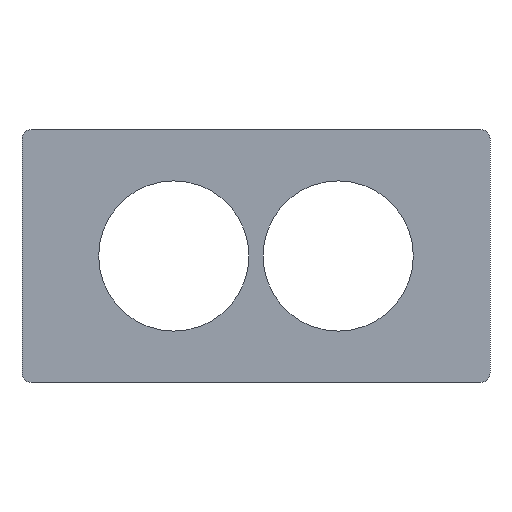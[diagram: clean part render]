
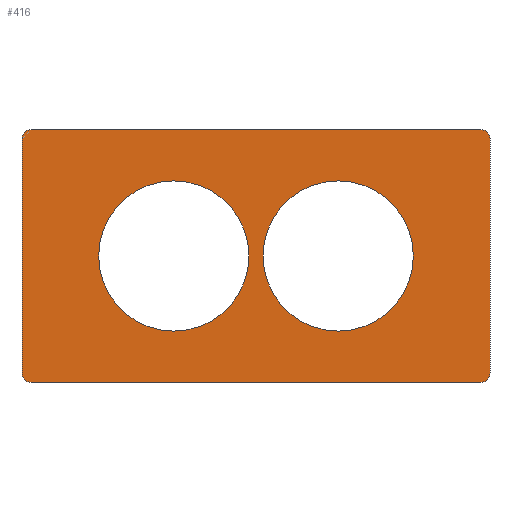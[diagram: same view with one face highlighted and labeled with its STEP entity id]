
A CAD part, left-side view. The second image highlights one B-rep face of the part: STEP entity #416.
In plain terms, the highlighted planar face has unit normal (-1, 0, 0).
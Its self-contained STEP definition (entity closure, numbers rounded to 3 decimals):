
#85=AXIS2_PLACEMENT_3D('Circle Axis2P3D',#83,#84,$) ;
#147=AXIS2_PLACEMENT_3D('Circle Axis2P3D',#145,#146,$) ;
#209=AXIS2_PLACEMENT_3D('Circle Axis2P3D',#207,#208,$) ;
#269=AXIS2_PLACEMENT_3D('Circle Axis2P3D',#267,#268,$) ;
#309=AXIS2_PLACEMENT_3D('Circle Axis2P3D',#307,#308,$) ;
#326=AXIS2_PLACEMENT_3D('Circle Axis2P3D',#324,#325,$) ;
#366=AXIS2_PLACEMENT_3D('Circle Axis2P3D',#364,#365,$) ;
#383=AXIS2_PLACEMENT_3D('Circle Axis2P3D',#381,#382,$) ;
#396=AXIS2_PLACEMENT_3D('Plane Axis2P3D',#393,#394,#395) ;
#40=CARTESIAN_POINT('Vertex',(0.,-71.,-40.)) ;
#45=CARTESIAN_POINT('Line Origine',(0.,0.,-40.)) ;
#49=CARTESIAN_POINT('Vertex',(0.,71.,-40.)) ;
#83=CARTESIAN_POINT('Axis2P3D Location',(0.,71.,-37.)) ;
#87=CARTESIAN_POINT('Vertex',(0.,74.,-37.)) ;
#107=CARTESIAN_POINT('Line Origine',(0.,74.,0.)) ;
#111=CARTESIAN_POINT('Vertex',(0.,74.,37.)) ;
#145=CARTESIAN_POINT('Axis2P3D Location',(0.,71.,37.)) ;
#149=CARTESIAN_POINT('Vertex',(0.,71.,40.)) ;
#173=CARTESIAN_POINT('Vertex',(0.,-71.,40.)) ;
#183=CARTESIAN_POINT('Line Origine',(0.,0.,40.)) ;
#207=CARTESIAN_POINT('Axis2P3D Location',(0.,-71.,37.)) ;
#211=CARTESIAN_POINT('Vertex',(0.,-74.,37.)) ;
#238=CARTESIAN_POINT('Line Origine',(0.,-74.,0.)) ;
#242=CARTESIAN_POINT('Vertex',(0.,-74.,-37.)) ;
#267=CARTESIAN_POINT('Axis2P3D Location',(0.,-71.,-37.)) ;
#290=CARTESIAN_POINT('Vertex',(0.,49.75,0.)) ;
#304=CARTESIAN_POINT('Vertex',(0.,2.25,0.)) ;
#307=CARTESIAN_POINT('Axis2P3D Location',(0.,26.,0.)) ;
#324=CARTESIAN_POINT('Axis2P3D Location',(0.,26.,0.)) ;
#347=CARTESIAN_POINT('Vertex',(0.,-49.75,0.)) ;
#361=CARTESIAN_POINT('Vertex',(0.,-2.25,0.)) ;
#364=CARTESIAN_POINT('Axis2P3D Location',(0.,-26.,0.)) ;
#381=CARTESIAN_POINT('Axis2P3D Location',(0.,-26.,0.)) ;
#393=CARTESIAN_POINT('Axis2P3D Location',(0.,0.,0.)) ;
#46=DIRECTION('Vector Direction',(0.,-1.,0.)) ;
#84=DIRECTION('Axis2P3D Direction',(1.,0.,0.)) ;
#108=DIRECTION('Vector Direction',(0.,0.,1.)) ;
#146=DIRECTION('Axis2P3D Direction',(1.,0.,-0.)) ;
#184=DIRECTION('Vector Direction',(0.,1.,0.)) ;
#208=DIRECTION('Axis2P3D Direction',(1.,0.,0.)) ;
#239=DIRECTION('Vector Direction',(0.,0.,-1.)) ;
#268=DIRECTION('Axis2P3D Direction',(1.,0.,0.)) ;
#308=DIRECTION('Axis2P3D Direction',(1.,0.,0.)) ;
#325=DIRECTION('Axis2P3D Direction',(1.,0.,0.)) ;
#365=DIRECTION('Axis2P3D Direction',(1.,0.,0.)) ;
#382=DIRECTION('Axis2P3D Direction',(1.,0.,0.)) ;
#394=DIRECTION('Axis2P3D Direction',(1.,0.,0.)) ;
#395=DIRECTION('Axis2P3D XDirection',(0.,1.,0.)) ;
#47=VECTOR('Line Direction',#46,1.) ;
#109=VECTOR('Line Direction',#108,1.) ;
#185=VECTOR('Line Direction',#184,1.) ;
#240=VECTOR('Line Direction',#239,1.) ;
#399=ORIENTED_EDGE('',*,*,#271,.F.) ;
#400=ORIENTED_EDGE('',*,*,#244,.F.) ;
#401=ORIENTED_EDGE('',*,*,#213,.F.) ;
#402=ORIENTED_EDGE('',*,*,#187,.F.) ;
#403=ORIENTED_EDGE('',*,*,#151,.F.) ;
#404=ORIENTED_EDGE('',*,*,#113,.F.) ;
#405=ORIENTED_EDGE('',*,*,#89,.F.) ;
#406=ORIENTED_EDGE('',*,*,#51,.F.) ;
#409=ORIENTED_EDGE('',*,*,#328,.T.) ;
#410=ORIENTED_EDGE('',*,*,#311,.T.) ;
#413=ORIENTED_EDGE('',*,*,#385,.T.) ;
#414=ORIENTED_EDGE('',*,*,#368,.T.) ;
#411=FACE_BOUND('',#408,.T.) ;
#415=FACE_BOUND('',#412,.T.) ;
#416=ADVANCED_FACE('Corps principal',(#407,#411,#415),#397,.F.) ;
#86=CIRCLE('generated circle',#85,3.) ;
#148=CIRCLE('generated circle',#147,3.) ;
#210=CIRCLE('generated circle',#209,3.) ;
#270=CIRCLE('generated circle',#269,3.) ;
#310=CIRCLE('generated circle',#309,23.75) ;
#327=CIRCLE('generated circle',#326,23.75) ;
#367=CIRCLE('generated circle',#366,23.75) ;
#384=CIRCLE('generated circle',#383,23.75) ;
#51=EDGE_CURVE('',#41,#50,#48,.F.) ;
#89=EDGE_CURVE('',#50,#88,#86,.T.) ;
#113=EDGE_CURVE('',#88,#112,#110,.T.) ;
#151=EDGE_CURVE('',#112,#150,#148,.T.) ;
#187=EDGE_CURVE('',#150,#174,#186,.F.) ;
#213=EDGE_CURVE('',#174,#212,#210,.T.) ;
#244=EDGE_CURVE('',#212,#243,#241,.T.) ;
#271=EDGE_CURVE('',#243,#41,#270,.T.) ;
#311=EDGE_CURVE('',#291,#305,#310,.T.) ;
#328=EDGE_CURVE('',#305,#291,#327,.T.) ;
#368=EDGE_CURVE('',#348,#362,#367,.T.) ;
#385=EDGE_CURVE('',#362,#348,#384,.T.) ;
#398=EDGE_LOOP('',(#399,#400,#401,#402,#403,#404,#405,#406)) ;
#408=EDGE_LOOP('',(#409,#410)) ;
#412=EDGE_LOOP('',(#413,#414)) ;
#407=FACE_OUTER_BOUND('',#398,.T.) ;
#48=LINE('Line',#45,#47) ;
#110=LINE('Line',#107,#109) ;
#186=LINE('Line',#183,#185) ;
#241=LINE('Line',#238,#240) ;
#397=PLANE('',#396) ;
#41=VERTEX_POINT('',#40) ;
#50=VERTEX_POINT('',#49) ;
#88=VERTEX_POINT('',#87) ;
#112=VERTEX_POINT('',#111) ;
#150=VERTEX_POINT('',#149) ;
#174=VERTEX_POINT('',#173) ;
#212=VERTEX_POINT('',#211) ;
#243=VERTEX_POINT('',#242) ;
#291=VERTEX_POINT('',#290) ;
#305=VERTEX_POINT('',#304) ;
#348=VERTEX_POINT('',#347) ;
#362=VERTEX_POINT('',#361) ;
